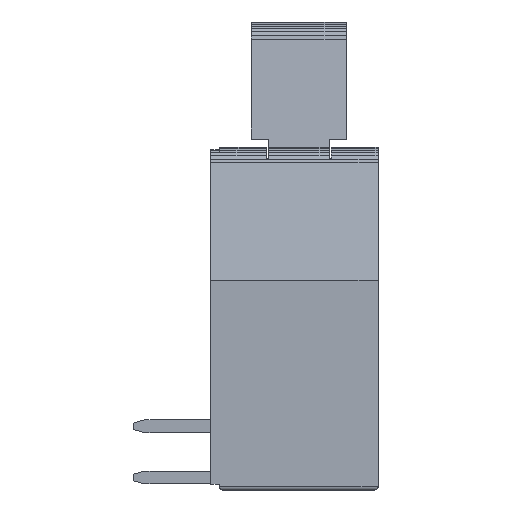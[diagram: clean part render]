
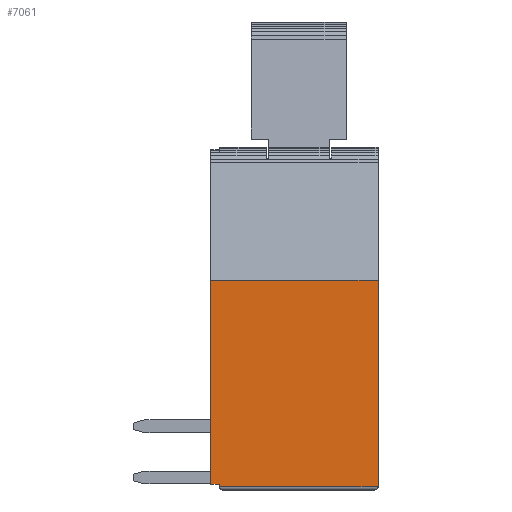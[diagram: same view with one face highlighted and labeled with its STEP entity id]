
A CAD part, left-side view. The second image highlights one B-rep face of the part: STEP entity #7061.
In plain terms, the highlighted planar face has unit normal (-1, 0, 0).
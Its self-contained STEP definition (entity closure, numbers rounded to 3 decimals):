
#3929=VERTEX_POINT('',#11009);
#3977=EDGE_CURVE('',#7003,#9825,#11060,.T.);
#4159=EDGE_CURVE('',#3929,#6691,#11257,.T.);
#6045=EDGE_CURVE('',#3929,#7753,#13326,.T.);
#6341=EDGE_CURVE('',#8611,#7003,#13649,.T.);
#6691=VERTEX_POINT('',#14028);
#7003=VERTEX_POINT('',#14369);
#7061=ADVANCED_FACE('',(#14432),#14433,.T.);
#7753=VERTEX_POINT('',#15192);
#8611=VERTEX_POINT('',#16135);
#8915=EDGE_CURVE('',#6691,#8611,#16470,.T.);
#9825=VERTEX_POINT('',#17475);
#10555=EDGE_CURVE('',#7753,#9825,#18260,.T.);
#11009=CARTESIAN_POINT('',(-26.11,7.857,0.15));
#11060=LINE('',#18969,#18970);
#11257=LINE('',#19273,#19274);
#13326=LINE('',#22265,#22266);
#13649=LINE('',#22742,#22743);
#14028=CARTESIAN_POINT('',(-26.11,7.857,0.294));
#14369=CARTESIAN_POINT('',(-26.11,8.3,10.4));
#14432=FACE_OUTER_BOUND('',#23882,.T.);
#14433=PLANE('',#23883);
#15192=CARTESIAN_POINT('',(-26.11,0.0,0.15));
#16135=CARTESIAN_POINT('',(-26.11,8.3,0.294));
#16470=LINE('',#26785,#26786);
#17475=CARTESIAN_POINT('',(-26.11,0.0,10.4));
#18260=LINE('',#29390,#29391);
#18969=CARTESIAN_POINT('',(-26.11,4.15,10.4));
#18970=VECTOR('',#29836,1.0);
#19273=CARTESIAN_POINT('',(-26.11,7.857,0.147));
#19274=VECTOR('',#30032,1.0);
#22265=CARTESIAN_POINT('',(-26.11,4.15,0.15));
#22266=VECTOR('',#32271,1.0);
#22742=CARTESIAN_POINT('',(-26.11,8.3,0.0));
#22743=VECTOR('',#32577,1.0);
#23882=EDGE_LOOP('',(#33340,#33341,#33342,#33343,#33344,#33345));
#23883=AXIS2_PLACEMENT_3D('',#33346,#33347,#33348);
#26785=CARTESIAN_POINT('',(-26.11,4.154,0.294));
#26786=VECTOR('',#35531,1.0);
#29390=CARTESIAN_POINT('',(-26.11,0.,0.0));
#29391=VECTOR('',#37171,1.0);
#29836=DIRECTION('',(0.0,-1.0,0.));
#30032=DIRECTION('',(0.0,0.,1.0));
#32271=DIRECTION('',(0.0,-1.0,0.));
#32577=DIRECTION('',(0.0,0.0,1.0));
#33340=ORIENTED_EDGE('',*,*,#4159,.F.);
#33341=ORIENTED_EDGE('',*,*,#6045,.T.);
#33342=ORIENTED_EDGE('',*,*,#10555,.T.);
#33343=ORIENTED_EDGE('',*,*,#3977,.F.);
#33344=ORIENTED_EDGE('',*,*,#6341,.F.);
#33345=ORIENTED_EDGE('',*,*,#8915,.F.);
#33346=CARTESIAN_POINT('',(-26.11,0.,0.0));
#33347=DIRECTION('',(-1.0,0.0,0.0));
#33348=DIRECTION('',(0.0,-1.0,0.0));
#35531=DIRECTION('',(0.0,1.0,0.));
#37171=DIRECTION('',(0.0,0.0,1.0));
